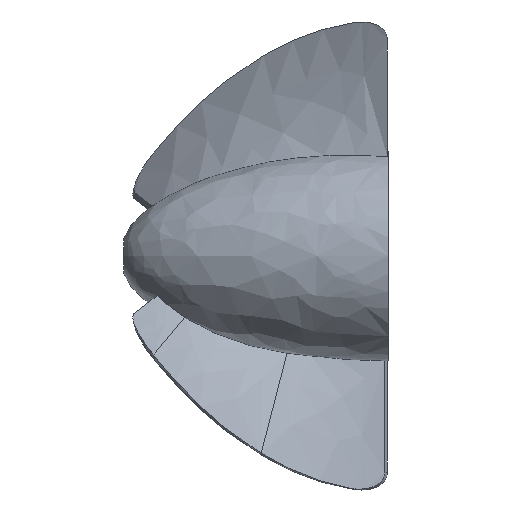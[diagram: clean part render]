
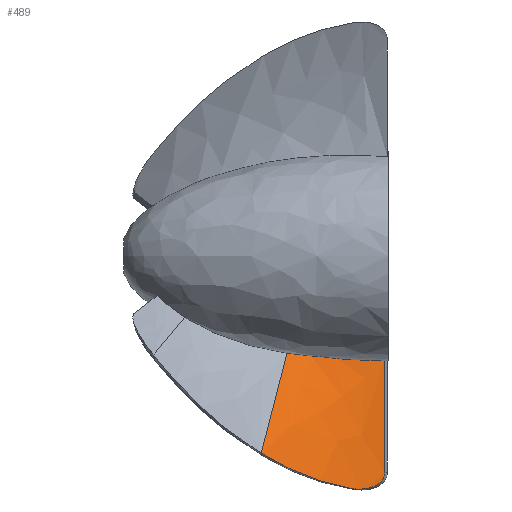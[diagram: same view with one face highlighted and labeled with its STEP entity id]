
A CAD part, top view. The second image highlights one B-rep face of the part: STEP entity #489.
In plain terms, the highlighted free-form (B-spline) face has degree [3, 3] with [4, 6] control points.
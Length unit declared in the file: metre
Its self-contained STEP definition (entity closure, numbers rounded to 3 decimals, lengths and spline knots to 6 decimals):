
#53=FACE_OUTER_BOUND('',#85,.T.);
#85=EDGE_LOOP('',(#362,#363,#364,#365,#366));
#112=LINE('',#1099,#120);
#120=VECTOR('',#551,0.01);
#155=B_SPLINE_CURVE_WITH_KNOTS('',3,(#1064,#1065,#1066,#1067,#1068,#1069,
#1070,#1071,#1072,#1073),.UNSPECIFIED.,.F.,.F.,(4,3,3,4),(-3.376981,
-2.723628,-1.709786,0.),.UNSPECIFIED.);
#156=B_SPLINE_CURVE_WITH_KNOTS('',3,(#1075,#1076,#1077,#1078),
 .UNSPECIFIED.,.F.,.F.,(4,4),(-3.932898,0.),.UNSPECIFIED.);
#157=B_SPLINE_CURVE_WITH_KNOTS('',3,(#1080,#1081,#1082,#1083,#1084,#1085),
 .UNSPECIFIED.,.F.,.F.,(4,2,4),(0.152414,0.446161,0.548103),
 .UNSPECIFIED.);
#158=B_SPLINE_CURVE_WITH_KNOTS('',3,(#1087,#1088,#1089,#1090,#1091,#1092,
#1093,#1094,#1095,#1096,#1097,#1098),.UNSPECIFIED.,.F.,.F.,(4,2,2,2,2,4),
(0.,0.150945,0.311525,0.542308,0.92335,
1.463015),.UNSPECIFIED.);
#204=VERTEX_POINT('',#1062);
#205=VERTEX_POINT('',#1063);
#206=VERTEX_POINT('',#1074);
#207=VERTEX_POINT('',#1079);
#208=VERTEX_POINT('',#1086);
#263=EDGE_CURVE('',#204,#205,#155,.T.);
#264=EDGE_CURVE('',#204,#206,#156,.T.);
#265=EDGE_CURVE('',#207,#206,#157,.T.);
#266=EDGE_CURVE('',#208,#207,#158,.T.);
#267=EDGE_CURVE('',#208,#205,#112,.T.);
#362=ORIENTED_EDGE('',*,*,#263,.F.);
#363=ORIENTED_EDGE('',*,*,#264,.T.);
#364=ORIENTED_EDGE('',*,*,#265,.F.);
#365=ORIENTED_EDGE('',*,*,#266,.F.);
#366=ORIENTED_EDGE('',*,*,#267,.T.);
#467=B_SPLINE_SURFACE_WITH_KNOTS('',3,3,((#1038,#1039,#1040,#1041,#1042,
#1043),(#1044,#1045,#1046,#1047,#1048,#1049),(#1050,#1051,#1052,#1053,#1054,
#1055),(#1056,#1057,#1058,#1059,#1060,#1061)),.UNSPECIFIED.,.F.,.F.,.F.,
(4,4),(4,2,4),(0.,4.518932),(0.,0.446161,0.548103),
 .UNSPECIFIED.);
#489=ADVANCED_FACE('',(#53),#467,.T.);
#551=DIRECTION('',(0.,1.,0.));
#1038=CARTESIAN_POINT('Ctrl Pts',(-0.001212,-0.079,-0.009599));
#1039=CARTESIAN_POINT('Ctrl Pts',(-0.012827,-0.078699,
-0.001622));
#1040=CARTESIAN_POINT('Ctrl Pts',(-0.024194,-0.07568,
0.006141));
#1041=CARTESIAN_POINT('Ctrl Pts',(-0.037687,-0.068976,
0.01442));
#1042=CARTESIAN_POINT('Ctrl Pts',(-0.040177,-0.067594,
0.015905));
#1043=CARTESIAN_POINT('Ctrl Pts',(-0.042643,-0.066089,
0.017326));
#1044=CARTESIAN_POINT('Ctrl Pts',(-0.001212,-0.063937,
-0.009599));
#1045=CARTESIAN_POINT('Ctrl Pts',(-0.011852,-0.063639,
-0.003672));
#1046=CARTESIAN_POINT('Ctrl Pts',(-0.022314,-0.061121,
0.00209));
#1047=CARTESIAN_POINT('Ctrl Pts',(-0.034754,-0.055602,
0.008116));
#1048=CARTESIAN_POINT('Ctrl Pts',(-0.03705,-0.054469,
0.009192));
#1049=CARTESIAN_POINT('Ctrl Pts',(-0.039326,-0.053234,
0.010213));
#1050=CARTESIAN_POINT('Ctrl Pts',(-0.001212,-0.048874,
-0.009599));
#1051=CARTESIAN_POINT('Ctrl Pts',(-0.010876,-0.048569,
-0.005722));
#1052=CARTESIAN_POINT('Ctrl Pts',(-0.020433,-0.04656,
-0.001963));
#1053=CARTESIAN_POINT('Ctrl Pts',(-0.031821,-0.04223,
0.001812));
#1054=CARTESIAN_POINT('Ctrl Pts',(-0.033924,-0.041341,
0.002478));
#1055=CARTESIAN_POINT('Ctrl Pts',(-0.036009,-0.040378,
0.0031));
#1056=CARTESIAN_POINT('Ctrl Pts',(-0.001212,-0.033811,
-0.009599));
#1057=CARTESIAN_POINT('Ctrl Pts',(-0.0099,-0.033509,
-0.007772));
#1058=CARTESIAN_POINT('Ctrl Pts',(-0.018552,-0.032001,
-0.006014));
#1059=CARTESIAN_POINT('Ctrl Pts',(-0.028888,-0.028856,
-0.004492));
#1060=CARTESIAN_POINT('Ctrl Pts',(-0.030798,-0.028216,
-0.004236));
#1061=CARTESIAN_POINT('Ctrl Pts',(-0.032692,-0.027523,
-0.004013));
#1062=CARTESIAN_POINT('',(-0.033982,-0.032524,-0.001246));
#1063=CARTESIAN_POINT('',(-0.001212,-0.033811,-0.009599));
#1064=CARTESIAN_POINT('Ctrl Pts',(-0.033982,-0.032524,
-0.001246));
#1065=CARTESIAN_POINT('Ctrl Pts',(-0.031919,-0.032828,
-0.001885));
#1066=CARTESIAN_POINT('Ctrl Pts',(-0.029836,-0.033085,
-0.002506));
#1067=CARTESIAN_POINT('Ctrl Pts',(-0.027742,-0.033295,
-0.003106));
#1068=CARTESIAN_POINT('Ctrl Pts',(-0.024492,-0.033621,
-0.004038));
#1069=CARTESIAN_POINT('Ctrl Pts',(-0.021215,-0.033838,
-0.00492));
#1070=CARTESIAN_POINT('Ctrl Pts',(-0.017936,-0.033962,
-0.00575));
#1071=CARTESIAN_POINT('Ctrl Pts',(-0.012406,-0.03417,
-0.007151));
#1072=CARTESIAN_POINT('Ctrl Pts',(-0.006781,-0.034113,
-0.008428));
#1073=CARTESIAN_POINT('Ctrl Pts',(-0.001212,-0.033811,
-0.009599));
#1074=CARTESIAN_POINT('',(-0.042643,-0.066089,0.017326));
#1075=CARTESIAN_POINT('Ctrl Pts',(-0.033982,-0.032524,
-0.001246));
#1076=CARTESIAN_POINT('Ctrl Pts',(-0.036869,-0.043712,
0.004945));
#1077=CARTESIAN_POINT('Ctrl Pts',(-0.039756,-0.054901,
0.011135));
#1078=CARTESIAN_POINT('Ctrl Pts',(-0.042643,-0.066089,
0.017326));
#1079=CARTESIAN_POINT('',(-0.013023,-0.077745,-0.001532));
#1080=CARTESIAN_POINT('Ctrl Pts',(-0.013023,-0.077751,
-0.001531));
#1081=CARTESIAN_POINT('Ctrl Pts',(-0.020549,-0.076351,
0.003562));
#1082=CARTESIAN_POINT('Ctrl Pts',(-0.027946,-0.073815,
0.008443));
#1083=CARTESIAN_POINT('Ctrl Pts',(-0.037687,-0.068976,
0.01442));
#1084=CARTESIAN_POINT('Ctrl Pts',(-0.040177,-0.067594,
0.015905));
#1085=CARTESIAN_POINT('Ctrl Pts',(-0.042643,-0.066089,
0.017326));
#1086=CARTESIAN_POINT('',(-0.001212,-0.072405,-0.009599));
#1087=CARTESIAN_POINT('Ctrl Pts',(-0.001212,-0.072405,
-0.009599));
#1088=CARTESIAN_POINT('Ctrl Pts',(-0.001212,-0.072908,
-0.009599));
#1089=CARTESIAN_POINT('Ctrl Pts',(-0.001295,-0.073395,
-0.009546));
#1090=CARTESIAN_POINT('Ctrl Pts',(-0.001634,-0.074352,
-0.009326));
#1091=CARTESIAN_POINT('Ctrl Pts',(-0.00189,-0.074792,
-0.009157));
#1092=CARTESIAN_POINT('Ctrl Pts',(-0.002638,-0.075739,
-0.008658));
#1093=CARTESIAN_POINT('Ctrl Pts',(-0.003182,-0.076186,
-0.008291));
#1094=CARTESIAN_POINT('Ctrl Pts',(-0.004685,-0.077127,
-0.007268));
#1095=CARTESIAN_POINT('Ctrl Pts',(-0.005829,-0.077551,
-0.006479));
#1096=CARTESIAN_POINT('Ctrl Pts',(-0.008943,-0.078147,
-0.004327));
#1097=CARTESIAN_POINT('Ctrl Pts',(-0.010988,-0.078124,
-0.002909));
#1098=CARTESIAN_POINT('Ctrl Pts',(-0.013023,-0.077745,
-0.001532));
#1099=CARTESIAN_POINT('',(-0.001212,-0.079,-0.009599));
